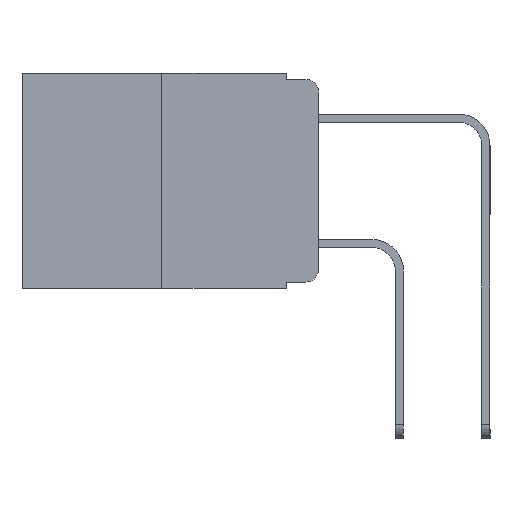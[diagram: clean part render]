
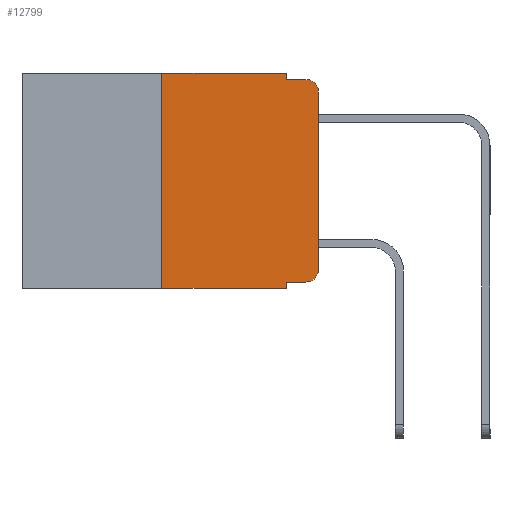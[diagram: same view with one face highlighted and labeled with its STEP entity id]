
A CAD part, left-side view. The second image highlights one B-rep face of the part: STEP entity #12799.
In plain terms, the highlighted planar face has unit normal (-1, 0, 0).
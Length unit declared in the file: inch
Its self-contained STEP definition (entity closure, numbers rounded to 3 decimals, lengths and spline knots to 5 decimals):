
#41 = ORIENTED_EDGE ( 'NONE', *, *, #6618, .T. ) ;
#87 = LINE ( 'NONE', #1754, #21730 ) ;
#371 = ORIENTED_EDGE ( 'NONE', *, *, #24710, .F. ) ;
#459 = EDGE_CURVE ( 'NONE', #1983, #17366, #1586, .T. ) ;
#1396 = CARTESIAN_POINT ( 'NONE',  ( 0., 0.051, 0. ) ) ;
#1403 = ORIENTED_EDGE ( 'NONE', *, *, #15227, .F. ) ;
#1586 = CIRCLE ( 'NONE', #11209, 0.02 ) ;
#1754 = CARTESIAN_POINT ( 'NONE',  ( 0., 0.051, -0.333 ) ) ;
#1765 = DIRECTION ( 'NONE',  ( 0., -1., 0. ) ) ;
#1798 = CARTESIAN_POINT ( 'NONE',  ( 0., 0., 0. ) ) ;
#1983 = VERTEX_POINT ( 'NONE', #17624 ) ;
#2005 = LINE ( 'NONE', #26575, #22221 ) ;
#2008 = DIRECTION ( 'NONE',  ( 0., -1., 0. ) ) ;
#2174 = DIRECTION ( 'NONE',  ( 0., 0., -1. ) ) ;
#3051 = VECTOR ( 'NONE', #18593, 39.37008 ) ;
#3716 = LINE ( 'NONE', #1396, #3051 ) ;
#4414 = LINE ( 'NONE', #10515, #21667 ) ;
#4438 = ORIENTED_EDGE ( 'NONE', *, *, #13852, .T. ) ;
#4807 = EDGE_CURVE ( 'NONE', #12509, #1983, #10729, .T. ) ;
#4868 = CARTESIAN_POINT ( 'NONE',  ( 0., 0.051, -0.333 ) ) ;
#5073 = VECTOR ( 'NONE', #14585, 39.37008 ) ;
#6618 = EDGE_CURVE ( 'NONE', #20924, #15820, #26778, .T. ) ;
#6870 = CIRCLE ( 'NONE', #16331, 0.02 ) ;
#7370 = PLANE ( 'NONE',  #25394 ) ;
#8023 = CARTESIAN_POINT ( 'NONE',  ( 0., 0.02, -0.03 ) ) ;
#8107 = CARTESIAN_POINT ( 'NONE',  ( 0., 0.02, -0.313 ) ) ;
#8240 = EDGE_CURVE ( 'NONE', #13927, #12509, #6870, .T. ) ;
#9095 = CARTESIAN_POINT ( 'NONE',  ( 0., 0.25, 0. ) ) ;
#9312 = VERTEX_POINT ( 'NONE', #9535 ) ;
#9485 = DIRECTION ( 'NONE',  ( 0., 0., -1. ) ) ;
#9535 = CARTESIAN_POINT ( 'NONE',  ( 0., 0.051, -0.01 ) ) ;
#9817 = CARTESIAN_POINT ( 'NONE',  ( 0., 0.25, 0. ) ) ;
#10208 = DIRECTION ( 'NONE',  ( 0., 0., -1. ) ) ;
#10515 = CARTESIAN_POINT ( 'NONE',  ( 0., 0.051, -0.01 ) ) ;
#10729 = LINE ( 'NONE', #1798, #5073 ) ;
#11209 = AXIS2_PLACEMENT_3D ( 'NONE', #8023, #26432, #12240 ) ;
#12240 = DIRECTION ( 'NONE',  ( 0., 0., -1. ) ) ;
#12404 = ORIENTED_EDGE ( 'NONE', *, *, #459, .T. ) ;
#12509 = VERTEX_POINT ( 'NONE', #18691 ) ;
#12799 = ADVANCED_FACE ( 'NONE', ( #21472 ), #7370, .F. ) ;
#12820 = CARTESIAN_POINT ( 'NONE',  ( 0., 0.473, -0.343 ) ) ;
#13852 = EDGE_CURVE ( 'NONE', #17933, #13927, #87, .T. ) ;
#13927 = VERTEX_POINT ( 'NONE', #22803 ) ;
#14115 = CARTESIAN_POINT ( 'NONE',  ( 0., 0.25, -0.343 ) ) ;
#14585 = DIRECTION ( 'NONE',  ( 0., 0., 1. ) ) ;
#14842 = CARTESIAN_POINT ( 'NONE',  ( 0., 0.051, 0. ) ) ;
#15227 = EDGE_CURVE ( 'NONE', #17933, #15820, #20718, .T. ) ;
#15235 = LINE ( 'NONE', #9095, #16509 ) ;
#15351 = VECTOR ( 'NONE', #2174, 39.37008 ) ;
#15679 = CARTESIAN_POINT ( 'NONE',  ( 0., 0.473, 0. ) ) ;
#15820 = VERTEX_POINT ( 'NONE', #22618 ) ;
#16075 = VECTOR ( 'NONE', #17949, 39.37008 ) ;
#16288 = ORIENTED_EDGE ( 'NONE', *, *, #8240, .T. ) ;
#16331 = AXIS2_PLACEMENT_3D ( 'NONE', #8107, #22476, #10208 ) ;
#16509 = VECTOR ( 'NONE', #19463, 39.37008 ) ;
#17366 = VERTEX_POINT ( 'NONE', #23736 ) ;
#17624 = CARTESIAN_POINT ( 'NONE',  ( 0., 0., -0.03 ) ) ;
#17672 = EDGE_CURVE ( 'NONE', #23887, #19119, #2005, .T. ) ;
#17933 = VERTEX_POINT ( 'NONE', #4868 ) ;
#17949 = DIRECTION ( 'NONE',  ( 0., -1., 0. ) ) ;
#17959 = EDGE_CURVE ( 'NONE', #20924, #23887, #15235, .T. ) ;
#18593 = DIRECTION ( 'NONE',  ( 0., 0., -1. ) ) ;
#18691 = CARTESIAN_POINT ( 'NONE',  ( 0., 0., -0.313 ) ) ;
#19119 = VERTEX_POINT ( 'NONE', #19501 ) ;
#19463 = DIRECTION ( 'NONE',  ( 0., 0., 1. ) ) ;
#19501 = CARTESIAN_POINT ( 'NONE',  ( 0., 0.051, 0. ) ) ;
#20398 = ORIENTED_EDGE ( 'NONE', *, *, #17672, .F. ) ;
#20591 = EDGE_LOOP ( 'NONE', ( #25485, #12404, #371, #23255, #20398, #25777, #41, #1403, #4438, #16288 ) ) ;
#20718 = LINE ( 'NONE', #14842, #15351 ) ;
#20924 = VERTEX_POINT ( 'NONE', #14115 ) ;
#21472 = FACE_OUTER_BOUND ( 'NONE', #20591, .T. ) ;
#21667 = VECTOR ( 'NONE', #2008, 39.37008 ) ;
#21730 = VECTOR ( 'NONE', #22623, 39.37008 ) ;
#21777 = DIRECTION ( 'NONE',  ( 1., 0., 0. ) ) ;
#22221 = VECTOR ( 'NONE', #1765, 39.37008 ) ;
#22476 = DIRECTION ( 'NONE',  ( -1., 0., 0. ) ) ;
#22618 = CARTESIAN_POINT ( 'NONE',  ( 0., 0.051, -0.343 ) ) ;
#22623 = DIRECTION ( 'NONE',  ( 0., -1., 0. ) ) ;
#22803 = CARTESIAN_POINT ( 'NONE',  ( 0., 0.02, -0.333 ) ) ;
#23255 = ORIENTED_EDGE ( 'NONE', *, *, #23377, .F. ) ;
#23377 = EDGE_CURVE ( 'NONE', #19119, #9312, #3716, .T. ) ;
#23736 = CARTESIAN_POINT ( 'NONE',  ( 0., 0.02, -0.01 ) ) ;
#23887 = VERTEX_POINT ( 'NONE', #9817 ) ;
#24710 = EDGE_CURVE ( 'NONE', #9312, #17366, #4414, .T. ) ;
#25394 = AXIS2_PLACEMENT_3D ( 'NONE', #15679, #21777, #9485 ) ;
#25485 = ORIENTED_EDGE ( 'NONE', *, *, #4807, .T. ) ;
#25777 = ORIENTED_EDGE ( 'NONE', *, *, #17959, .F. ) ;
#26432 = DIRECTION ( 'NONE',  ( -1., 0., 0. ) ) ;
#26575 = CARTESIAN_POINT ( 'NONE',  ( 0., 0.473, 0. ) ) ;
#26778 = LINE ( 'NONE', #12820, #16075 ) ;
